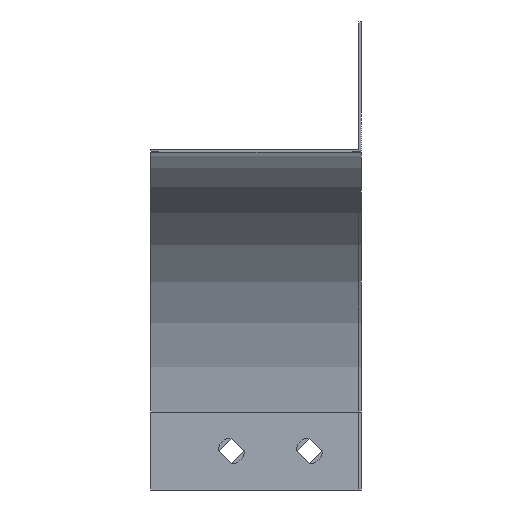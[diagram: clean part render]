
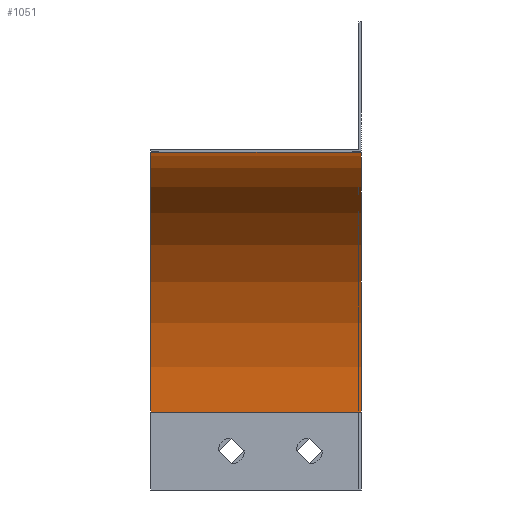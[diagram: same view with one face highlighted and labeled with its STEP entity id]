
A CAD part, left-side view. The second image highlights one B-rep face of the part: STEP entity #1051.
In plain terms, the highlighted cylindrical face has radius 100 mm (diameter 200 mm), a partial arc.
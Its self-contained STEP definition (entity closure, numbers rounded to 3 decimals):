
#50 = AXIS2_PLACEMENT_3D ( 'NONE', #765, #764, #761 ) ;
#143 = AXIS2_PLACEMENT_3D ( 'NONE', #309, #307, #308 ) ;
#144 = AXIS2_PLACEMENT_3D ( 'NONE', #316, #314, #313 ) ;
#216 = EDGE_CURVE ( 'NONE', #1114, #1155, #501, .T. ) ;
#218 = EDGE_CURVE ( 'NONE', #1155, #1190, #505, .T. ) ;
#219 = EDGE_CURVE ( 'NONE', #1137, #1190, #508, .T. ) ;
#220 = EDGE_CURVE ( 'NONE', #1137, #1114, #503, .T. ) ;
#307 = DIRECTION ( 'NONE',  ( 0., 1., 0. ) ) ;
#308 = DIRECTION ( 'NONE',  ( 0., 0., 1. ) ) ;
#309 = CARTESIAN_POINT ( 'NONE',  ( -200., 81., -150. ) ) ;
#313 = DIRECTION ( 'NONE',  ( 0., 0., -1. ) ) ;
#314 = DIRECTION ( 'NONE',  ( 0., -1., 0. ) ) ;
#316 = CARTESIAN_POINT ( 'NONE',  ( -200., 0., -150. ) ) ;
#320 = DIRECTION ( 'NONE',  ( 0., -1., 0. ) ) ;
#321 = CARTESIAN_POINT ( 'NONE',  ( -200., 1., -50. ) ) ;
#322 = CARTESIAN_POINT ( 'NONE',  ( -100., 1., -150. ) ) ;
#329 = DIRECTION ( 'NONE',  ( 0., -1., 0. ) ) ;
#458 = EDGE_LOOP ( 'NONE', ( #1682, #1683, #1684, #1685 ) ) ;
#501 = LINE ( 'NONE', #322, #504 ) ;
#503 = CIRCLE ( 'NONE', #143, 100. ) ;
#504 = VECTOR ( 'NONE', #320, 1000. ) ;
#505 = CIRCLE ( 'NONE', #144, 100. ) ;
#508 = LINE ( 'NONE', #321, #510 ) ;
#510 = VECTOR ( 'NONE', #329, 1000. ) ;
#672 = FACE_OUTER_BOUND ( 'NONE', #458, .T. ) ;
#676 = CYLINDRICAL_SURFACE ( 'NONE', #50, 100. ) ;
#761 = DIRECTION ( 'NONE',  ( 0., 0., -1. ) ) ;
#764 = DIRECTION ( 'NONE',  ( 0., -1., 0. ) ) ;
#765 = CARTESIAN_POINT ( 'NONE',  ( -200., 1., -150. ) ) ;
#809 = CARTESIAN_POINT ( 'NONE',  ( -100., 81., -150. ) ) ;
#832 = CARTESIAN_POINT ( 'NONE',  ( -200., 81., -50. ) ) ;
#850 = CARTESIAN_POINT ( 'NONE',  ( -100., 0., -150. ) ) ;
#885 = CARTESIAN_POINT ( 'NONE',  ( -200., 0., -50. ) ) ;
#1051 = ADVANCED_FACE ( 'NONE', ( #672 ), #676, .F. ) ;
#1114 = VERTEX_POINT ( 'NONE', #809 ) ;
#1137 = VERTEX_POINT ( 'NONE', #832 ) ;
#1155 = VERTEX_POINT ( 'NONE', #850 ) ;
#1190 = VERTEX_POINT ( 'NONE', #885 ) ;
#1682 = ORIENTED_EDGE ( 'NONE', *, *, #218, .T. ) ;
#1683 = ORIENTED_EDGE ( 'NONE', *, *, #219, .F. ) ;
#1684 = ORIENTED_EDGE ( 'NONE', *, *, #220, .T. ) ;
#1685 = ORIENTED_EDGE ( 'NONE', *, *, #216, .T. ) ;
